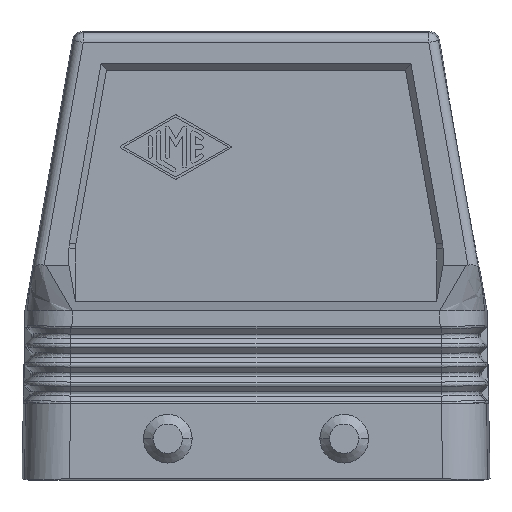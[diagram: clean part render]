
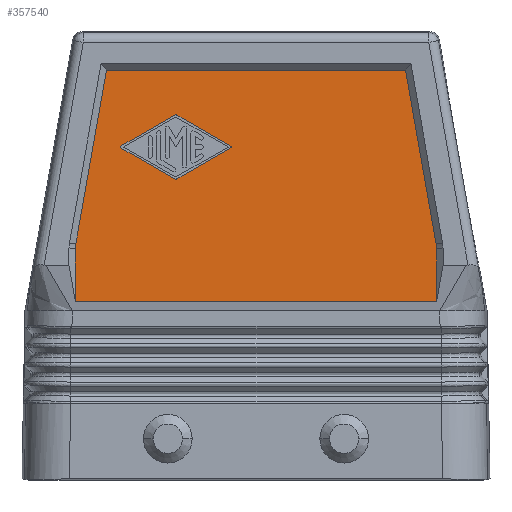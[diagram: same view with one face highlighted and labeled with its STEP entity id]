
A CAD part, left-side view. The second image highlights one B-rep face of the part: STEP entity #357540.
In plain terms, the highlighted planar face has unit normal (-1, 0, 0).
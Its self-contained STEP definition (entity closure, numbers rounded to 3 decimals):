
#24590=CARTESIAN_POINT('',(74.12,54.827,
50.993));
#24600=DIRECTION('',(1.,0.,0.));
#24610=DIRECTION('',(0.,1.,0.));
#24620=AXIS2_PLACEMENT_3D('',#24590,#24600,#24610);
#24630=PLANE('',#24620);
#183130=CARTESIAN_POINT('',(74.12,-0.695,
36.859));
#183140=VERTEX_POINT('',#183130);
#183320=CARTESIAN_POINT('',(74.12,-0.759,
36.123));
#183330=VERTEX_POINT('',#183320);
#183360=CARTESIAN_POINT('',(74.12,7.729,
35.752));
#183370=DIRECTION('',(1.,0.,0.));
#183380=DIRECTION('',(0.,0.996,-0.087));
#183390=AXIS2_PLACEMENT_3D('',#183360,#183370,#183380);
#183400=ELLIPSE('',#183390,8.504,6.002);
#183410=EDGE_CURVE('',#183140,#183330,#183400,.T.);
#197660=CARTESIAN_POINT('',(74.12,55.579,
36.129));
#197670=VERTEX_POINT('',#197660);
#197850=CARTESIAN_POINT('',(74.12,55.515,
36.865));
#197860=VERTEX_POINT('',#197850);
#197890=CARTESIAN_POINT('',(74.12,47.091,
35.758));
#197900=DIRECTION('',(1.,0.,0.));
#197910=DIRECTION('',(0.,0.996,0.087));
#197920=AXIS2_PLACEMENT_3D('',#197890,#197900,#197910);
#197930=ELLIPSE('',#197920,8.504,6.002);
#197940=EDGE_CURVE('',#197670,#197860,#197930,.T.);
#206760=CARTESIAN_POINT('',(74.12,-0.759,
27.871));
#206770=VERTEX_POINT('',#206760);
#206800=CARTESIAN_POINT('',(74.12,-0.759,
34.229));
#206810=DIRECTION('',(0.,0.,1.));
#206820=VECTOR('',#206810,1.);
#206830=LINE('',#206800,#206820);
#206840=EDGE_CURVE('',#206770,#183330,#206830,.T.);
#218940=CARTESIAN_POINT('',(74.12,25.163,
38.523));
#218950=DIRECTION('',(0.,-0.868,-0.496));
#218960=VECTOR('',#218950,1.);
#218970=LINE('',#218940,#218960);
#218980=CARTESIAN_POINT('',(74.12,48.487,
51.855));
#218990=VERTEX_POINT('',#218980);
#219000=CARTESIAN_POINT('',(74.12,40.071,
47.044));
#219010=VERTEX_POINT('',#219000);
#219020=EDGE_CURVE('',#218990,#219010,#218970,.T.);
#219040=CARTESIAN_POINT('',(74.12,48.405,52.));
#219050=DIRECTION('',(-1.,0.,0.));
#219060=DIRECTION('',(0.,-1.,0.));
#219070=AXIS2_PLACEMENT_3D('',#219040,#219050,#219060);
#219080=CIRCLE('',#219070,0.167);
#219090=CARTESIAN_POINT('',(74.12,48.487,
52.145));
#219100=VERTEX_POINT('',#219090);
#219110=EDGE_CURVE('',#219100,#218990,#219080,.T.);
#219130=CARTESIAN_POINT('',(74.12,25.163,
65.477));
#219140=DIRECTION('',(0.,0.868,-0.496));
#219150=VECTOR('',#219140,1.);
#219160=LINE('',#219130,#219150);
#219170=CARTESIAN_POINT('',(74.12,40.071,
56.956));
#219180=VERTEX_POINT('',#219170);
#219190=EDGE_CURVE('',#219180,#219100,#219160,.T.);
#219210=CARTESIAN_POINT('',(74.12,39.906,56.666));
#219220=DIRECTION('',(-1.,0.,0.));
#219230=DIRECTION('',(0.,-1.,0.));
#219240=AXIS2_PLACEMENT_3D('',#219210,#219220,#219230);
#219250=CIRCLE('',#219240,0.333);
#219260=CARTESIAN_POINT('',(74.12,39.74,
56.956));
#219270=VERTEX_POINT('',#219260);
#219280=EDGE_CURVE('',#219270,#219180,#219250,.T.);
#219300=CARTESIAN_POINT('',(74.12,25.163,
48.623));
#219310=DIRECTION('',(0.,0.868,0.496));
#219320=VECTOR('',#219310,1.);
#219330=LINE('',#219300,#219320);
#219340=CARTESIAN_POINT('',(74.12,31.324,
52.145));
#219350=VERTEX_POINT('',#219340);
#219360=EDGE_CURVE('',#219350,#219270,#219330,.T.);
#219380=CARTESIAN_POINT('',(74.12,31.407,52.));
#219390=DIRECTION('',(-1.,0.,0.));
#219400=DIRECTION('',(0.,-1.,0.));
#219410=AXIS2_PLACEMENT_3D('',#219380,#219390,#219400);
#219420=CIRCLE('',#219410,0.167);
#219430=CARTESIAN_POINT('',(74.12,31.324,
51.855));
#219440=VERTEX_POINT('',#219430);
#219450=EDGE_CURVE('',#219440,#219350,#219420,.T.);
#219470=CARTESIAN_POINT('',(74.12,25.163,
55.377));
#219480=DIRECTION('',(0.,-0.868,0.496));
#219490=VECTOR('',#219480,1.);
#219500=LINE('',#219470,#219490);
#219510=CARTESIAN_POINT('',(74.12,39.74,
47.044));
#219520=VERTEX_POINT('',#219510);
#219530=EDGE_CURVE('',#219520,#219440,#219500,.T.);
#219550=CARTESIAN_POINT('',(74.12,39.906,47.334));
#219560=DIRECTION('',(-1.,0.,0.));
#219570=DIRECTION('',(0.,-1.,0.));
#219580=AXIS2_PLACEMENT_3D('',#219550,#219560,#219570);
#219590=CIRCLE('',#219580,0.333);
#219600=EDGE_CURVE('',#219010,#219520,#219590,.T.);
#264260=CARTESIAN_POINT('',(74.12,-1.158,
34.229));
#264270=DIRECTION('',(0.,0.174,0.985));
#264280=VECTOR('',#264270,1.);
#264290=LINE('',#264260,#264280);
#264300=CARTESIAN_POINT('',(74.12,4.087,
64.));
#264310=VERTEX_POINT('',#264300);
#264320=EDGE_CURVE('',#183140,#264310,#264290,.T.);
#355890=CARTESIAN_POINT('',(74.12,25.163,
64.));
#355900=DIRECTION('',(0.,1.,0.));
#355910=VECTOR('',#355900,1.);
#355920=LINE('',#355890,#355910);
#355930=CARTESIAN_POINT('',(74.12,50.734,
64.));
#355940=VERTEX_POINT('',#355930);
#355950=EDGE_CURVE('',#264310,#355940,#355920,.T.);
#356250=CARTESIAN_POINT('',(74.12,55.979,
34.229));
#356260=DIRECTION('',(0.,-0.174,0.985));
#356270=VECTOR('',#356260,1.);
#356280=LINE('',#356250,#356270);
#356290=EDGE_CURVE('',#197860,#355940,#356280,.T.);
#356960=CARTESIAN_POINT('',(74.12,55.579,
34.229));
#356970=DIRECTION('',(0.,0.,1.));
#356980=VECTOR('',#356970,1.);
#356990=LINE('',#356960,#356980);
#357000=CARTESIAN_POINT('',(74.12,55.579,
27.871));
#357010=VERTEX_POINT('',#357000);
#357020=EDGE_CURVE('',#357010,#197670,#356990,.T.);
#357290=ORIENTED_EDGE('',*,*,#357020,.F.);
#357300=ORIENTED_EDGE('',*,*,#197940,.F.);
#357310=ORIENTED_EDGE('',*,*,#356290,.F.);
#357320=ORIENTED_EDGE('',*,*,#355950,.T.);
#357330=ORIENTED_EDGE('',*,*,#264320,.T.);
#357340=ORIENTED_EDGE('',*,*,#183410,.F.);
#357350=ORIENTED_EDGE('',*,*,#206840,.T.);
#357360=CARTESIAN_POINT('',(74.12,25.163,
27.871));
#357370=DIRECTION('',(0.,1.,0.));
#357380=VECTOR('',#357370,1.);
#357390=LINE('',#357360,#357380);
#357400=EDGE_CURVE('',#206770,#357010,#357390,.T.);
#357410=ORIENTED_EDGE('',*,*,#357400,.F.);
#357420=EDGE_LOOP('',(#357410,#357350,#357340,#357330,#357320,#357310,
#357300,#357290));
#357430=FACE_OUTER_BOUND('',#357420,.T.);
#357440=ORIENTED_EDGE('',*,*,#219530,.F.);
#357450=ORIENTED_EDGE('',*,*,#219450,.F.);
#357460=ORIENTED_EDGE('',*,*,#219360,.F.);
#357470=ORIENTED_EDGE('',*,*,#219280,.F.);
#357480=ORIENTED_EDGE('',*,*,#219190,.F.);
#357490=ORIENTED_EDGE('',*,*,#219110,.F.);
#357500=ORIENTED_EDGE('',*,*,#219020,.F.);
#357510=ORIENTED_EDGE('',*,*,#219600,.F.);
#357520=EDGE_LOOP('',(#357510,#357500,#357490,#357480,#357470,#357460,
#357450,#357440));
#357530=FACE_BOUND('',#357520,.T.);
#357540=ADVANCED_FACE('',(#357430,#357530),#24630,.F.);
